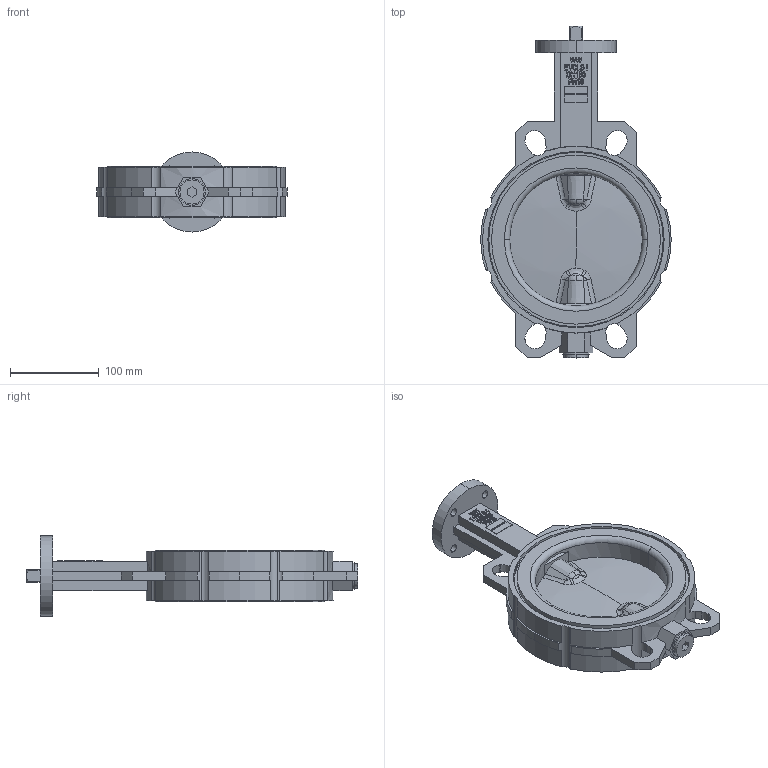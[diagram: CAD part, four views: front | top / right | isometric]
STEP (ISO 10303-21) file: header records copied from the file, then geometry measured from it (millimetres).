
FILE_DESCRIPTION (( 'STEP AP214' ), '1' );
FILE_NAME ('EVCLS-i DN150 PN16 F07-L14.STEP', '2024-04-24T13:55:43', ( '' ), ( '' ), 'SwSTEP 2.0', 'SolidWorks 2015', '' );
FILE_SCHEMA (( 'AUTOMOTIVE_DESIGN' ));
Length unit declared in the file: millimetre
Products named in the file (1): EVCLS-i DN150 PN16 F07-L14
Bounding box: 214 x 373 x 90 mm (x, y, z)
Volume: 1455163.4 mm3; surface area: 190399.7 mm2
Topology: 1 solids, 1 shells, 493 faces, 1339 edges, 877 vertices
Faces by surface type: plane 259, bspline 99, cylinder 94, torus 24, cone 13, sphere 4
Entity records: 25135 total; most frequent: CARTESIAN_POINT 8550, ORIENTED_EDGE 2678, DIRECTION 2200, EDGE_CURVE 1339, VERTEX_POINT 877, LINE 782, VECTOR 782, AXIS2_PLACEMENT_3D 709
